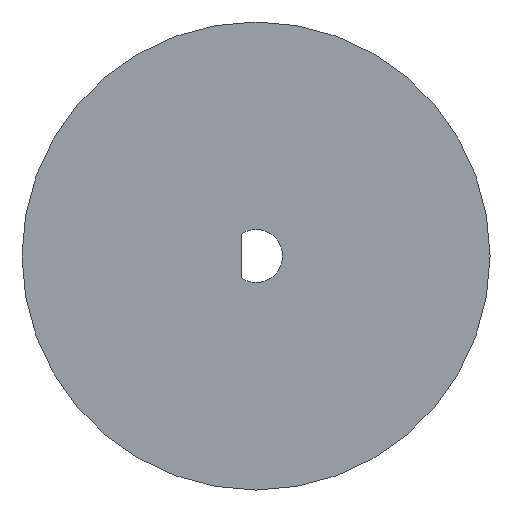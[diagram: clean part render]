
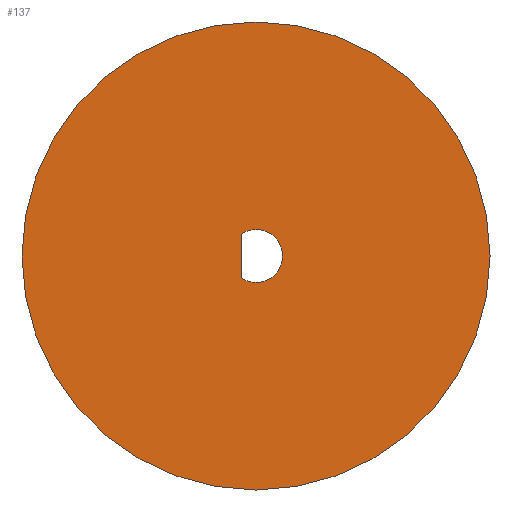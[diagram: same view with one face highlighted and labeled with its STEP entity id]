
A CAD part, left-side view. The second image highlights one B-rep face of the part: STEP entity #137.
In plain terms, the highlighted planar face has unit normal (-1, 0, 0).
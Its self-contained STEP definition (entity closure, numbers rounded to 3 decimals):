
#1 = CARTESIAN_POINT ( 'NONE',  ( -10., 0., 3.4 ) ) ;
#3 = CARTESIAN_POINT ( 'NONE',  ( -10., 0., 0. ) ) ;
#13 = AXIS2_PLACEMENT_3D ( 'NONE', #304, #463, #141 ) ;
#28 = VERTEX_POINT ( 'NONE', #1 ) ;
#48 = DIRECTION ( 'NONE',  ( 1., 0., 0. ) ) ;
#54 = EDGE_CURVE ( 'NONE', #28, #513, #395, .T. ) ;
#55 = CIRCLE ( 'NONE', #75, 30. ) ;
#63 = ORIENTED_EDGE ( 'NONE', *, *, #393, .T. ) ;
#69 = CARTESIAN_POINT ( 'NONE',  ( -10., 1.9, 2.82 ) ) ;
#73 = CARTESIAN_POINT ( 'NONE',  ( -10., 0., -30. ) ) ;
#75 = AXIS2_PLACEMENT_3D ( 'NONE', #148, #232, #113 ) ;
#79 = EDGE_LOOP ( 'NONE', ( #364, #200 ) ) ;
#87 = AXIS2_PLACEMENT_3D ( 'NONE', #367, #405, #439 ) ;
#113 = DIRECTION ( 'NONE',  ( 0., 0., 1. ) ) ;
#122 = ORIENTED_EDGE ( 'NONE', *, *, #466, .T. ) ;
#125 = EDGE_CURVE ( 'NONE', #468, #273, #452, .T. ) ;
#137 = ADVANCED_FACE ( 'NONE', ( #387, #378 ), #465, .F. ) ;
#141 = DIRECTION ( 'NONE',  ( 0., 0., -1. ) ) ;
#148 = CARTESIAN_POINT ( 'NONE',  ( -10., 0., 0. ) ) ;
#154 = EDGE_LOOP ( 'NONE', ( #63, #122, #312, #223 ) ) ;
#161 = CARTESIAN_POINT ( 'NONE',  ( -10., 1.9, -2.82 ) ) ;
#191 = DIRECTION ( 'NONE',  ( 0., 0., 1. ) ) ;
#199 = EDGE_CURVE ( 'NONE', #513, #517, #253, .T. ) ;
#200 = ORIENTED_EDGE ( 'NONE', *, *, #340, .T. ) ;
#204 = LINE ( 'NONE', #443, #394 ) ;
#221 = DIRECTION ( 'NONE',  ( 1., 0., 0. ) ) ;
#223 = ORIENTED_EDGE ( 'NONE', *, *, #199, .T. ) ;
#232 = DIRECTION ( 'NONE',  ( -1., 0., 0. ) ) ;
#248 = CARTESIAN_POINT ( 'NONE',  ( -10., 0., 30. ) ) ;
#251 = CIRCLE ( 'NONE', #87, 3.4 ) ;
#253 = CIRCLE ( 'NONE', #13, 3.4 ) ;
#273 = VERTEX_POINT ( 'NONE', #73 ) ;
#292 = DIRECTION ( 'NONE',  ( 0., 0., 1. ) ) ;
#304 = CARTESIAN_POINT ( 'NONE',  ( -10., 0., 0. ) ) ;
#308 = AXIS2_PLACEMENT_3D ( 'NONE', #408, #332, #292 ) ;
#312 = ORIENTED_EDGE ( 'NONE', *, *, #54, .T. ) ;
#332 = DIRECTION ( 'NONE',  ( -1., 0., 0. ) ) ;
#340 = EDGE_CURVE ( 'NONE', #273, #468, #55, .T. ) ;
#341 = DIRECTION ( 'NONE',  ( 0., 0., -1. ) ) ;
#364 = ORIENTED_EDGE ( 'NONE', *, *, #125, .T. ) ;
#367 = CARTESIAN_POINT ( 'NONE',  ( -10., 0., 0. ) ) ;
#378 = FACE_OUTER_BOUND ( 'NONE', #79, .T. ) ;
#384 = DIRECTION ( 'NONE',  ( 0., 0., 1. ) ) ;
#387 = FACE_BOUND ( 'NONE', #154, .T. ) ;
#390 = CARTESIAN_POINT ( 'NONE',  ( -10., 0., 0. ) ) ;
#393 = EDGE_CURVE ( 'NONE', #517, #431, #204, .T. ) ;
#394 = VECTOR ( 'NONE', #191, 1000. ) ;
#395 = CIRCLE ( 'NONE', #523, 3.4 ) ;
#405 = DIRECTION ( 'NONE',  ( 1., 0., 0. ) ) ;
#408 = CARTESIAN_POINT ( 'NONE',  ( -10., 0., 0. ) ) ;
#420 = AXIS2_PLACEMENT_3D ( 'NONE', #390, #221, #384 ) ;
#431 = VERTEX_POINT ( 'NONE', #69 ) ;
#439 = DIRECTION ( 'NONE',  ( 0., 0., -1. ) ) ;
#443 = CARTESIAN_POINT ( 'NONE',  ( -10., 1.9, 2.82 ) ) ;
#452 = CIRCLE ( 'NONE', #308, 30. ) ;
#463 = DIRECTION ( 'NONE',  ( 1., 0., 0. ) ) ;
#465 = PLANE ( 'NONE',  #420 ) ;
#466 = EDGE_CURVE ( 'NONE', #431, #28, #251, .T. ) ;
#468 = VERTEX_POINT ( 'NONE', #248 ) ;
#513 = VERTEX_POINT ( 'NONE', #515 ) ;
#515 = CARTESIAN_POINT ( 'NONE',  ( -10., 0., -3.4 ) ) ;
#517 = VERTEX_POINT ( 'NONE', #161 ) ;
#523 = AXIS2_PLACEMENT_3D ( 'NONE', #3, #48, #341 ) ;
